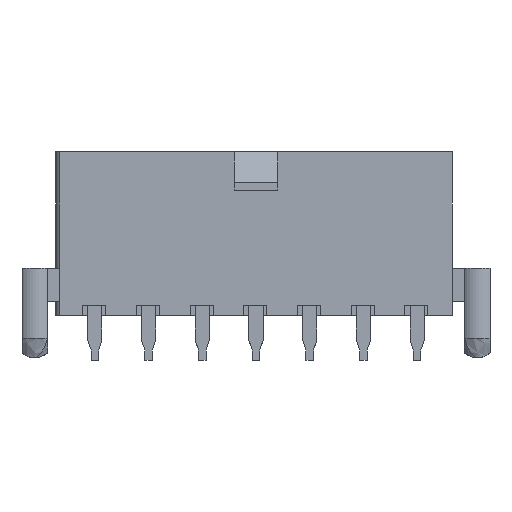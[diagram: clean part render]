
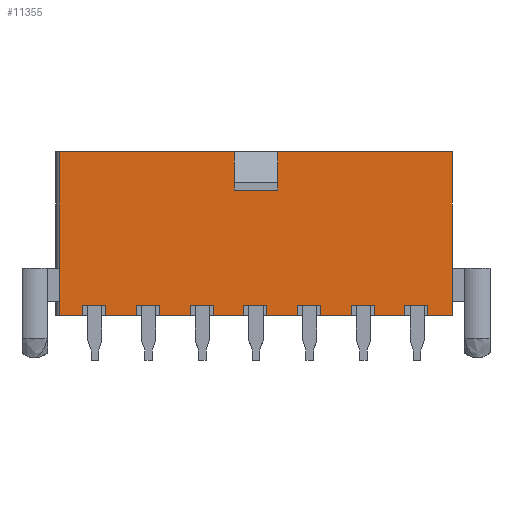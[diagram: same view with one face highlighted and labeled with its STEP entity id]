
A CAD part, front view. The second image highlights one B-rep face of the part: STEP entity #11355.
In plain terms, the highlighted planar face has unit normal (0, -1, 0).
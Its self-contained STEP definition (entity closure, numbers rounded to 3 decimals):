
#968=ORIENTED_EDGE('',*,*,#4011,.F.);
#969=ORIENTED_EDGE('',*,*,#4290,.T.);
#970=ORIENTED_EDGE('',*,*,#4275,.T.);
#971=ORIENTED_EDGE('',*,*,#4291,.T.);
#972=ORIENTED_EDGE('',*,*,#4003,.F.);
#973=ORIENTED_EDGE('',*,*,#3874,.T.);
#974=ORIENTED_EDGE('',*,*,#4120,.T.);
#975=ORIENTED_EDGE('',*,*,#4292,.F.);
#976=ORIENTED_EDGE('',*,*,#4293,.F.);
#977=ORIENTED_EDGE('',*,*,#4294,.T.);
#978=ORIENTED_EDGE('',*,*,#4118,.T.);
#979=ORIENTED_EDGE('',*,*,#3922,.F.);
#980=ORIENTED_EDGE('',*,*,#3953,.F.);
#981=ORIENTED_EDGE('',*,*,#4295,.T.);
#982=ORIENTED_EDGE('',*,*,#4296,.T.);
#983=ORIENTED_EDGE('',*,*,#4297,.T.);
#984=ORIENTED_EDGE('',*,*,#4050,.F.);
#985=ORIENTED_EDGE('',*,*,#4298,.T.);
#986=ORIENTED_EDGE('',*,*,#4299,.T.);
#987=ORIENTED_EDGE('',*,*,#4300,.T.);
#988=ORIENTED_EDGE('',*,*,#4042,.F.);
#989=ORIENTED_EDGE('',*,*,#4301,.T.);
#990=ORIENTED_EDGE('',*,*,#4302,.T.);
#991=ORIENTED_EDGE('',*,*,#4303,.T.);
#992=ORIENTED_EDGE('',*,*,#4034,.F.);
#993=ORIENTED_EDGE('',*,*,#4304,.T.);
#994=ORIENTED_EDGE('',*,*,#4305,.T.);
#995=ORIENTED_EDGE('',*,*,#4306,.T.);
#996=ORIENTED_EDGE('',*,*,#4026,.F.);
#997=ORIENTED_EDGE('',*,*,#4307,.T.);
#998=ORIENTED_EDGE('',*,*,#4308,.T.);
#999=ORIENTED_EDGE('',*,*,#4309,.T.);
#1000=ORIENTED_EDGE('',*,*,#4019,.F.);
#1001=ORIENTED_EDGE('',*,*,#4310,.T.);
#1002=ORIENTED_EDGE('',*,*,#4311,.T.);
#1003=ORIENTED_EDGE('',*,*,#4312,.T.);
#3874=EDGE_CURVE('',#5557,#5558,#6639,.T.);
#3922=EDGE_CURVE('',#5601,#5602,#6674,.T.);
#3953=EDGE_CURVE('',#5631,#5601,#6705,.T.);
#4003=EDGE_CURVE('',#5557,#5673,#6754,.T.);
#4011=EDGE_CURVE('',#5680,#5681,#6762,.T.);
#4019=EDGE_CURVE('',#5688,#5689,#6770,.T.);
#4026=EDGE_CURVE('',#5694,#5695,#6777,.T.);
#4034=EDGE_CURVE('',#5702,#5703,#6785,.T.);
#4042=EDGE_CURVE('',#5710,#5711,#6793,.T.);
#4050=EDGE_CURVE('',#5718,#5719,#6801,.T.);
#4118=EDGE_CURVE('',#5773,#5602,#6869,.T.);
#4120=EDGE_CURVE('',#5558,#5774,#6871,.T.);
#4275=EDGE_CURVE('',#5907,#5906,#7025,.T.);
#4290=EDGE_CURVE('',#5680,#5907,#7040,.T.);
#4291=EDGE_CURVE('',#5906,#5673,#7041,.T.);
#4292=EDGE_CURVE('',#5921,#5774,#7042,.T.);
#4293=EDGE_CURVE('',#5922,#5921,#7043,.T.);
#4294=EDGE_CURVE('',#5922,#5773,#7044,.T.);
#4295=EDGE_CURVE('',#5631,#5923,#7045,.T.);
#4296=EDGE_CURVE('',#5923,#5924,#7046,.T.);
#4297=EDGE_CURVE('',#5924,#5719,#7047,.T.);
#4298=EDGE_CURVE('',#5718,#5925,#7048,.T.);
#4299=EDGE_CURVE('',#5925,#5926,#7049,.T.);
#4300=EDGE_CURVE('',#5926,#5711,#7050,.T.);
#4301=EDGE_CURVE('',#5710,#5927,#7051,.T.);
#4302=EDGE_CURVE('',#5927,#5928,#7052,.T.);
#4303=EDGE_CURVE('',#5928,#5703,#7053,.T.);
#4304=EDGE_CURVE('',#5702,#5929,#7054,.T.);
#4305=EDGE_CURVE('',#5929,#5930,#7055,.T.);
#4306=EDGE_CURVE('',#5930,#5695,#7056,.T.);
#4307=EDGE_CURVE('',#5694,#5931,#7057,.T.);
#4308=EDGE_CURVE('',#5931,#5932,#7058,.T.);
#4309=EDGE_CURVE('',#5932,#5689,#7059,.T.);
#4310=EDGE_CURVE('',#5688,#5933,#7060,.T.);
#4311=EDGE_CURVE('',#5933,#5934,#7061,.T.);
#4312=EDGE_CURVE('',#5934,#5681,#7062,.T.);
#5557=VERTEX_POINT('',#15951);
#5558=VERTEX_POINT('',#15952);
#5601=VERTEX_POINT('',#16048);
#5602=VERTEX_POINT('',#16050);
#5631=VERTEX_POINT('',#16114);
#5673=VERTEX_POINT('',#16206);
#5680=VERTEX_POINT('',#16220);
#5681=VERTEX_POINT('',#16222);
#5688=VERTEX_POINT('',#16236);
#5689=VERTEX_POINT('',#16238);
#5694=VERTEX_POINT('',#16249);
#5695=VERTEX_POINT('',#16251);
#5702=VERTEX_POINT('',#16265);
#5703=VERTEX_POINT('',#16267);
#5710=VERTEX_POINT('',#16281);
#5711=VERTEX_POINT('',#16283);
#5718=VERTEX_POINT('',#16297);
#5719=VERTEX_POINT('',#16299);
#5773=VERTEX_POINT('',#16425);
#5774=VERTEX_POINT('',#16427);
#5906=VERTEX_POINT('',#16730);
#5907=VERTEX_POINT('',#16732);
#5921=VERTEX_POINT('',#16765);
#5922=VERTEX_POINT('',#16767);
#5923=VERTEX_POINT('',#16770);
#5924=VERTEX_POINT('',#16772);
#5925=VERTEX_POINT('',#16775);
#5926=VERTEX_POINT('',#16777);
#5927=VERTEX_POINT('',#16780);
#5928=VERTEX_POINT('',#16782);
#5929=VERTEX_POINT('',#16785);
#5930=VERTEX_POINT('',#16787);
#5931=VERTEX_POINT('',#16790);
#5932=VERTEX_POINT('',#16792);
#5933=VERTEX_POINT('',#16795);
#5934=VERTEX_POINT('',#16797);
#6639=LINE('',#15950,#8211);
#6674=LINE('',#16049,#8246);
#6705=LINE('',#16113,#8277);
#6754=LINE('',#16205,#8326);
#6762=LINE('',#16221,#8334);
#6770=LINE('',#16237,#8342);
#6777=LINE('',#16250,#8349);
#6785=LINE('',#16266,#8357);
#6793=LINE('',#16282,#8365);
#6801=LINE('',#16298,#8373);
#6869=LINE('',#16424,#8441);
#6871=LINE('',#16428,#8443);
#7025=LINE('',#16731,#8597);
#7040=LINE('',#16762,#8612);
#7041=LINE('',#16763,#8613);
#7042=LINE('',#16764,#8614);
#7043=LINE('',#16766,#8615);
#7044=LINE('',#16768,#8616);
#7045=LINE('',#16769,#8617);
#7046=LINE('',#16771,#8618);
#7047=LINE('',#16773,#8619);
#7048=LINE('',#16774,#8620);
#7049=LINE('',#16776,#8621);
#7050=LINE('',#16778,#8622);
#7051=LINE('',#16779,#8623);
#7052=LINE('',#16781,#8624);
#7053=LINE('',#16783,#8625);
#7054=LINE('',#16784,#8626);
#7055=LINE('',#16786,#8627);
#7056=LINE('',#16788,#8628);
#7057=LINE('',#16789,#8629);
#7058=LINE('',#16791,#8630);
#7059=LINE('',#16793,#8631);
#7060=LINE('',#16794,#8632);
#7061=LINE('',#16796,#8633);
#7062=LINE('',#16798,#8634);
#8211=VECTOR('',#12859,1000.);
#8246=VECTOR('',#12932,1000.);
#8277=VECTOR('',#12971,1000.);
#8326=VECTOR('',#13022,1000.);
#8334=VECTOR('',#13030,1000.);
#8342=VECTOR('',#13038,1000.);
#8349=VECTOR('',#13045,1000.);
#8357=VECTOR('',#13053,1000.);
#8365=VECTOR('',#13061,1000.);
#8373=VECTOR('',#13069,1000.);
#8441=VECTOR('',#13145,1000.);
#8443=VECTOR('',#13147,1000.);
#8597=VECTOR('',#13335,1000.);
#8612=VECTOR('',#13354,1000.);
#8613=VECTOR('',#13355,1000.);
#8614=VECTOR('',#13356,1000.);
#8615=VECTOR('',#13357,1000.);
#8616=VECTOR('',#13358,1000.);
#8617=VECTOR('',#13359,1000.);
#8618=VECTOR('',#13360,1000.);
#8619=VECTOR('',#13361,1000.);
#8620=VECTOR('',#13362,1000.);
#8621=VECTOR('',#13363,1000.);
#8622=VECTOR('',#13364,1000.);
#8623=VECTOR('',#13365,1000.);
#8624=VECTOR('',#13366,1000.);
#8625=VECTOR('',#13367,1000.);
#8626=VECTOR('',#13368,1000.);
#8627=VECTOR('',#13369,1000.);
#8628=VECTOR('',#13370,1000.);
#8629=VECTOR('',#13371,1000.);
#8630=VECTOR('',#13372,1000.);
#8631=VECTOR('',#13373,1000.);
#8632=VECTOR('',#13374,1000.);
#8633=VECTOR('',#13375,1000.);
#8634=VECTOR('',#13376,1000.);
#9659=EDGE_LOOP('',(#968,#969,#970,#971,#972,#973,#974,#975,#976,#977,#978,
#979,#980,#981,#982,#983,#984,#985,#986,#987,#988,#989,#990,#991,#992,#993,
#994,#995,#996,#997,#998,#999,#1000,#1001,#1002,#1003));
#10259=FACE_BOUND('',#9659,.T.);
#10841=PLANE('',#11979);
#11355=ADVANCED_FACE('',(#10259),#10841,.T.);
#11979=AXIS2_PLACEMENT_3D('',#16761,#13352,#13353);
#12859=DIRECTION('',(0.,0.,1.));
#12932=DIRECTION('',(0.,0.,1.));
#12971=DIRECTION('',(-1.,0.,0.));
#13022=DIRECTION('',(-1.,0.,0.));
#13030=DIRECTION('',(-1.,0.,0.));
#13038=DIRECTION('',(-1.,0.,0.));
#13045=DIRECTION('',(-1.,0.,0.));
#13053=DIRECTION('',(-1.,0.,0.));
#13061=DIRECTION('',(-1.,0.,0.));
#13069=DIRECTION('',(-1.,0.,0.));
#13145=DIRECTION('',(-1.,0.,0.));
#13147=DIRECTION('',(-1.,0.,0.));
#13335=DIRECTION('',(1.,0.,0.));
#13352=DIRECTION('',(0.,-1.,0.));
#13353=DIRECTION('',(0.,0.,-1.));
#13354=DIRECTION('',(0.,0.,1.));
#13355=DIRECTION('',(0.,0.,-1.));
#13356=DIRECTION('',(0.,0.,1.));
#13357=DIRECTION('',(1.,0.,0.));
#13358=DIRECTION('',(0.,0.,1.));
#13359=DIRECTION('',(0.,0.,1.));
#13360=DIRECTION('',(1.,0.,0.));
#13361=DIRECTION('',(0.,0.,-1.));
#13362=DIRECTION('',(0.,0.,1.));
#13363=DIRECTION('',(1.,0.,0.));
#13364=DIRECTION('',(0.,0.,-1.));
#13365=DIRECTION('',(0.,0.,1.));
#13366=DIRECTION('',(1.,0.,0.));
#13367=DIRECTION('',(0.,0.,-1.));
#13368=DIRECTION('',(0.,0.,1.));
#13369=DIRECTION('',(1.,0.,0.));
#13370=DIRECTION('',(0.,0.,-1.));
#13371=DIRECTION('',(0.,0.,1.));
#13372=DIRECTION('',(1.,0.,0.));
#13373=DIRECTION('',(0.,0.,-1.));
#13374=DIRECTION('',(0.,0.,1.));
#13375=DIRECTION('',(1.,0.,0.));
#13376=DIRECTION('',(0.,0.,-1.));
#15950=CARTESIAN_POINT('',(15.35,-4.8,-6.4));
#15951=CARTESIAN_POINT('',(15.35,-4.8,-6.4));
#15952=CARTESIAN_POINT('',(15.35,-4.8,6.4));
#16048=CARTESIAN_POINT('',(-15.35,-4.8,-6.4));
#16049=CARTESIAN_POINT('',(-15.35,-4.8,-6.4));
#16050=CARTESIAN_POINT('',(-15.35,-4.8,6.4));
#16113=CARTESIAN_POINT('',(15.35,-4.8,-6.4));
#16114=CARTESIAN_POINT('',(-13.55,-4.8,-6.4));
#16205=CARTESIAN_POINT('',(15.35,-4.8,-6.4));
#16206=CARTESIAN_POINT('',(13.45,-4.8,-6.4));
#16220=CARTESIAN_POINT('',(11.65,-4.8,-6.4));
#16221=CARTESIAN_POINT('',(15.35,-4.8,-6.4));
#16222=CARTESIAN_POINT('',(9.25,-4.8,-6.4));
#16236=CARTESIAN_POINT('',(7.45,-4.8,-6.4));
#16237=CARTESIAN_POINT('',(15.35,-4.8,-6.4));
#16238=CARTESIAN_POINT('',(5.05,-4.8,-6.4));
#16249=CARTESIAN_POINT('',(3.25,-4.8,-6.4));
#16250=CARTESIAN_POINT('',(15.35,-4.8,-6.4));
#16251=CARTESIAN_POINT('',(0.85,-4.8,-6.4));
#16265=CARTESIAN_POINT('',(-0.95,-4.8,-6.4));
#16266=CARTESIAN_POINT('',(15.35,-4.8,-6.4));
#16267=CARTESIAN_POINT('',(-3.35,-4.8,-6.4));
#16281=CARTESIAN_POINT('',(-5.15,-4.8,-6.4));
#16282=CARTESIAN_POINT('',(15.35,-4.8,-6.4));
#16283=CARTESIAN_POINT('',(-7.55,-4.8,-6.4));
#16297=CARTESIAN_POINT('',(-9.35,-4.8,-6.4));
#16298=CARTESIAN_POINT('',(15.35,-4.8,-6.4));
#16299=CARTESIAN_POINT('',(-11.75,-4.8,-6.4));
#16424=CARTESIAN_POINT('',(15.35,-4.8,6.4));
#16425=CARTESIAN_POINT('',(-1.7,-4.8,6.4));
#16427=CARTESIAN_POINT('',(1.7,-4.8,6.4));
#16428=CARTESIAN_POINT('',(15.35,-4.8,6.4));
#16730=CARTESIAN_POINT('',(13.45,-4.8,-5.6));
#16731=CARTESIAN_POINT('',(15.35,-4.8,-5.6));
#16732=CARTESIAN_POINT('',(11.65,-4.8,-5.6));
#16761=CARTESIAN_POINT('',(15.35,-4.8,-6.4));
#16762=CARTESIAN_POINT('',(11.65,-4.8,-6.4));
#16763=CARTESIAN_POINT('',(13.45,-4.8,-6.4));
#16764=CARTESIAN_POINT('',(1.7,-4.8,3.4));
#16765=CARTESIAN_POINT('',(1.7,-4.8,3.4));
#16766=CARTESIAN_POINT('',(-1.7,-4.8,3.4));
#16767=CARTESIAN_POINT('',(-1.7,-4.8,3.4));
#16768=CARTESIAN_POINT('',(-1.7,-4.8,3.4));
#16769=CARTESIAN_POINT('',(-13.55,-4.8,-6.4));
#16770=CARTESIAN_POINT('',(-13.55,-4.8,-5.6));
#16771=CARTESIAN_POINT('',(15.35,-4.8,-5.6));
#16772=CARTESIAN_POINT('',(-11.75,-4.8,-5.6));
#16773=CARTESIAN_POINT('',(-11.75,-4.8,-6.4));
#16774=CARTESIAN_POINT('',(-9.35,-4.8,-6.4));
#16775=CARTESIAN_POINT('',(-9.35,-4.8,-5.6));
#16776=CARTESIAN_POINT('',(15.35,-4.8,-5.6));
#16777=CARTESIAN_POINT('',(-7.55,-4.8,-5.6));
#16778=CARTESIAN_POINT('',(-7.55,-4.8,-6.4));
#16779=CARTESIAN_POINT('',(-5.15,-4.8,-6.4));
#16780=CARTESIAN_POINT('',(-5.15,-4.8,-5.6));
#16781=CARTESIAN_POINT('',(15.35,-4.8,-5.6));
#16782=CARTESIAN_POINT('',(-3.35,-4.8,-5.6));
#16783=CARTESIAN_POINT('',(-3.35,-4.8,-6.4));
#16784=CARTESIAN_POINT('',(-0.95,-4.8,-6.4));
#16785=CARTESIAN_POINT('',(-0.95,-4.8,-5.6));
#16786=CARTESIAN_POINT('',(15.35,-4.8,-5.6));
#16787=CARTESIAN_POINT('',(0.85,-4.8,-5.6));
#16788=CARTESIAN_POINT('',(0.85,-4.8,-6.4));
#16789=CARTESIAN_POINT('',(3.25,-4.8,-6.4));
#16790=CARTESIAN_POINT('',(3.25,-4.8,-5.6));
#16791=CARTESIAN_POINT('',(15.35,-4.8,-5.6));
#16792=CARTESIAN_POINT('',(5.05,-4.8,-5.6));
#16793=CARTESIAN_POINT('',(5.05,-4.8,-6.4));
#16794=CARTESIAN_POINT('',(7.45,-4.8,-6.4));
#16795=CARTESIAN_POINT('',(7.45,-4.8,-5.6));
#16796=CARTESIAN_POINT('',(15.35,-4.8,-5.6));
#16797=CARTESIAN_POINT('',(9.25,-4.8,-5.6));
#16798=CARTESIAN_POINT('',(9.25,-4.8,-6.4));
